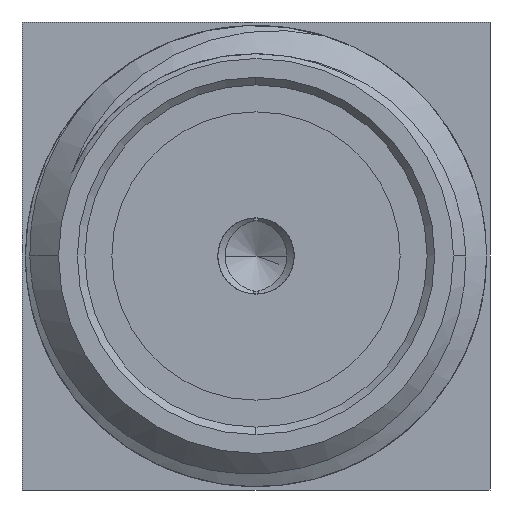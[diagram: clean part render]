
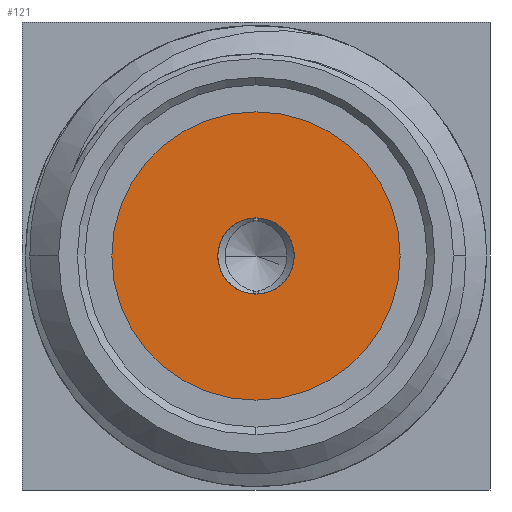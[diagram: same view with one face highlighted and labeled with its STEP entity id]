
A CAD part, left-side view. The second image highlights one B-rep face of the part: STEP entity #121.
In plain terms, the highlighted planar face has unit normal (-1, 0, 0).
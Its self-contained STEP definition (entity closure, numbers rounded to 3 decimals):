
#121=ADVANCED_FACE('',(#286,#287),#288,.T.);
#286=FACE_OUTER_BOUND('',#2402,.T.);
#287=FACE_BOUND('',#2403,.T.);
#288=PLANE('',#2404);
#2402=EDGE_LOOP('',(#2928,#2929));
#2403=EDGE_LOOP('',(#2930,#2931));
#2404=AXIS2_PLACEMENT_3D('',#2932,#2933,#2934);
#2928=ORIENTED_EDGE('',*,*,#3467,.T.);
#2929=ORIENTED_EDGE('',*,*,#3466,.T.);
#2930=ORIENTED_EDGE('',*,*,#3468,.T.);
#2931=ORIENTED_EDGE('',*,*,#3469,.T.);
#2932=CARTESIAN_POINT('',(2.057,1.842,0.0));
#2933=DIRECTION('',(-1.0,0.0,0.0));
#2934=DIRECTION('',(0.0,0.0,1.0));
#3466=EDGE_CURVE('',#3842,#3844,#3846,.T.);
#3467=EDGE_CURVE('',#3844,#3842,#3847,.T.);
#3468=EDGE_CURVE('',#3848,#3849,#3850,.T.);
#3469=EDGE_CURVE('',#3849,#3848,#3851,.T.);
#3842=VERTEX_POINT('',#5901);
#3844=VERTEX_POINT('',#5904);
#3846=CIRCLE('',#5907,1.956);
#3847=CIRCLE('',#5908,1.956);
#3848=VERTEX_POINT('',#5909);
#3849=VERTEX_POINT('',#5910);
#3850=CIRCLE('',#5911,0.518);
#3851=CIRCLE('',#5912,0.518);
#5901=CARTESIAN_POINT('',(2.057,0.0,-1.956));
#5904=CARTESIAN_POINT('',(2.057,0.0,1.956));
#5907=AXIS2_PLACEMENT_3D('',#6316,#6317,#6318);
#5908=AXIS2_PLACEMENT_3D('',#6319,#6320,#6321);
#5909=CARTESIAN_POINT('',(2.057,0.0,0.518));
#5910=CARTESIAN_POINT('',(2.057,0.0,-0.518));
#5911=AXIS2_PLACEMENT_3D('',#6322,#6323,#6324);
#5912=AXIS2_PLACEMENT_3D('',#6325,#6326,#6327);
#6316=CARTESIAN_POINT('',(2.057,0.0,0.0));
#6317=DIRECTION('',(-1.0,0.0,0.0));
#6318=DIRECTION('',(0.0,0.0,-1.0));
#6319=CARTESIAN_POINT('',(2.057,0.0,0.0));
#6320=DIRECTION('',(-1.0,0.0,0.0));
#6321=DIRECTION('',(0.0,0.0,1.0));
#6322=CARTESIAN_POINT('',(2.057,0.0,0.0));
#6323=DIRECTION('',(1.0,0.0,-0.0));
#6324=DIRECTION('',(0.0,0.0,1.0));
#6325=CARTESIAN_POINT('',(2.057,0.0,0.0));
#6326=DIRECTION('',(1.0,0.0,0.0));
#6327=DIRECTION('',(0.0,0.0,-1.0));
